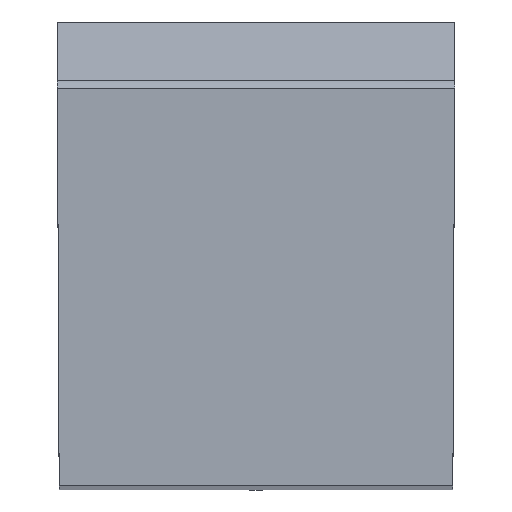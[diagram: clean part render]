
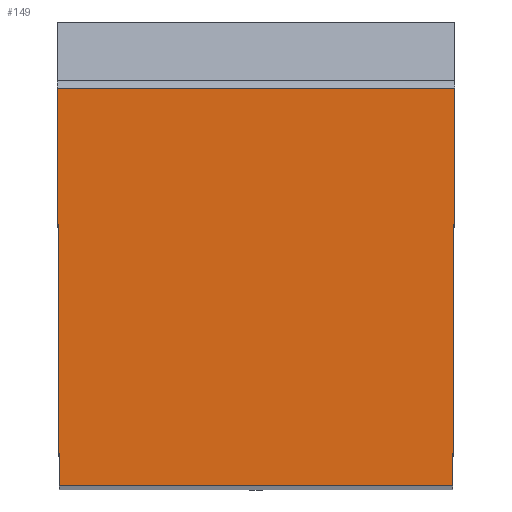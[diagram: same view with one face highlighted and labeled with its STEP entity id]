
A CAD part, top view. The second image highlights one B-rep face of the part: STEP entity #149.
In plain terms, the highlighted planar face has unit normal (0, 0, 1).
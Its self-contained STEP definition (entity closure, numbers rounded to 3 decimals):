
#121=FACE_OUTER_BOUND('',#318,.T.);
#149=ADVANCED_FACE('SHANK_FACE_BACK',(#121),#174,.F.);
#174=PLANE('',#717);
#212=LINE('',#1099,#265);
#217=LINE('',#1111,#270);
#219=LINE('',#1115,#272);
#225=LINE('',#1134,#278);
#265=VECTOR('',#828,1.);
#270=VECTOR('',#837,1.);
#272=VECTOR('',#841,1.);
#278=VECTOR('',#859,1.);
#318=EDGE_LOOP('',(#430,#431,#432,#433));
#430=ORIENTED_EDGE('',*,*,#577,.F.);
#431=ORIENTED_EDGE('',*,*,#569,.T.);
#432=ORIENTED_EDGE('',*,*,#575,.T.);
#433=ORIENTED_EDGE('',*,*,#587,.F.);
#508=VERTEX_POINT('',#1098);
#509=VERTEX_POINT('',#1100);
#513=VERTEX_POINT('',#1110);
#515=VERTEX_POINT('',#1116);
#569=EDGE_CURVE('',#509,#508,#212,.T.);
#575=EDGE_CURVE('',#508,#513,#217,.T.);
#577=EDGE_CURVE('',#509,#515,#219,.T.);
#587=EDGE_CURVE('',#515,#513,#225,.T.);
#717=AXIS2_PLACEMENT_3D('',#1135,#860,#861);
#828=DIRECTION('',(1.,0.,0.));
#837=DIRECTION('',(0.004,1.,0.));
#841=DIRECTION('',(-0.004,1.,0.));
#859=DIRECTION('',(1.,0.,0.));
#860=DIRECTION('',(0.,0.,-1.));
#861=DIRECTION('',(0.,-1.,0.));
#1098=CARTESIAN_POINT('',(-0.174,0.,0.));
#1099=CARTESIAN_POINT('',(-47.343,0.,0.));
#1100=CARTESIAN_POINT('',(-39.676,0.,0.));
#1110=CARTESIAN_POINT('',(0.,39.85,0.));
#1111=CARTESIAN_POINT('',(-1.164,-226.833,0.));
#1115=CARTESIAN_POINT('',(-38.686,-226.833,0.));
#1116=CARTESIAN_POINT('',(-39.85,39.85,0.));
#1134=CARTESIAN_POINT('',(-47.343,39.85,0.));
#1135=CARTESIAN_POINT('',(0.,0.,0.));
